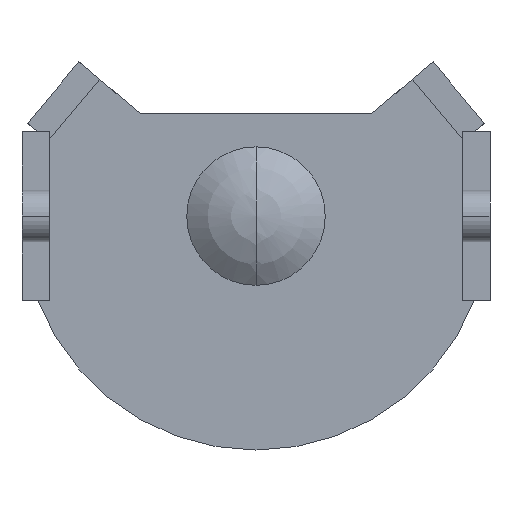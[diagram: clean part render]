
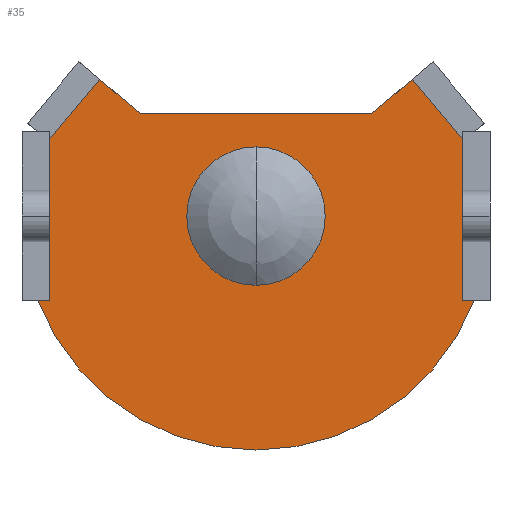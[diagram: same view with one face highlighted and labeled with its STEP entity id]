
A CAD part, front view. The second image highlights one B-rep face of the part: STEP entity #35.
In plain terms, the highlighted planar face has unit normal (0, -1, 0).
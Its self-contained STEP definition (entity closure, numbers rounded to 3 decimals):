
#35=ADVANCED_FACE('',(#147,#91),#491,.T.);
#91=FACE_OUTER_BOUND('',#151,.F.);
#147=FACE_BOUND('',#150,.F.);
#150=EDGE_LOOP('',(#222,#223));
#151=EDGE_LOOP('',(#224,#225,#226,#227,#228,#229,#230,#231,#232,#233));
#222=ORIENTED_EDGE('',*,*,#766,.T.);
#223=ORIENTED_EDGE('',*,*,#765,.T.);
#224=ORIENTED_EDGE('',*,*,#820,.F.);
#225=ORIENTED_EDGE('',*,*,#806,.T.);
#226=ORIENTED_EDGE('',*,*,#805,.T.);
#227=ORIENTED_EDGE('',*,*,#800,.T.);
#228=ORIENTED_EDGE('',*,*,#804,.F.);
#229=ORIENTED_EDGE('',*,*,#821,.F.);
#230=ORIENTED_EDGE('',*,*,#822,.F.);
#231=ORIENTED_EDGE('',*,*,#792,.T.);
#232=ORIENTED_EDGE('',*,*,#788,.T.);
#233=ORIENTED_EDGE('',*,*,#787,.T.);
#491=PLANE('',#1085);
#551=LINE('',#1550,#663);
#552=LINE('',#1551,#664);
#556=LINE('',#1555,#668);
#564=LINE('',#1563,#676);
#568=LINE('',#1567,#680);
#569=LINE('',#1568,#681);
#570=LINE('',#1569,#682);
#583=LINE('',#1584,#695);
#584=LINE('',#1585,#696);
#663=VECTOR('',#1182,0.214);
#664=VECTOR('',#1183,3.021);
#668=VECTOR('',#1187,1.477);
#676=VECTOR('',#1195,1.477);
#680=VECTOR('',#1199,0.999);
#681=VECTOR('',#1200,3.021);
#682=VECTOR('',#1201,0.214);
#695=VECTOR('',#1218,4.342);
#696=VECTOR('',#1219,0.999);
#765=EDGE_CURVE('',#1022,#1021,#907,.T.);
#766=EDGE_CURVE('',#1021,#1022,#908,.T.);
#787=EDGE_CURVE('',#999,#998,#551,.T.);
#788=EDGE_CURVE('',#1003,#999,#552,.T.);
#792=EDGE_CURVE('',#995,#1003,#556,.T.);
#800=EDGE_CURVE('',#988,#987,#564,.T.);
#804=EDGE_CURVE('',#984,#987,#568,.T.);
#805=EDGE_CURVE('',#983,#988,#569,.T.);
#806=EDGE_CURVE('',#982,#983,#570,.T.);
#820=EDGE_CURVE('',#982,#998,#918,.T.);
#821=EDGE_CURVE('',#973,#984,#583,.T.);
#822=EDGE_CURVE('',#995,#973,#584,.T.);
#907=CIRCLE('',#1056,1.3);
#908=CIRCLE('',#1057,1.3);
#918=CIRCLE('',#1067,4.395);
#973=VERTEX_POINT('',#1474);
#982=VERTEX_POINT('',#1483);
#983=VERTEX_POINT('',#1484);
#984=VERTEX_POINT('',#1485);
#987=VERTEX_POINT('',#1488);
#988=VERTEX_POINT('',#1489);
#995=VERTEX_POINT('',#1496);
#998=VERTEX_POINT('',#1499);
#999=VERTEX_POINT('',#1500);
#1003=VERTEX_POINT('',#1504);
#1021=VERTEX_POINT('',#1522);
#1022=VERTEX_POINT('',#1523);
#1056=AXIS2_PLACEMENT_3D('',#1528,#1150,#1151);
#1057=AXIS2_PLACEMENT_3D('',#1529,#1152,#1153);
#1067=AXIS2_PLACEMENT_3D('',#1583,#1216,#1217);
#1085=AXIS2_PLACEMENT_3D('',#1669,#1320,#1321);
#1150=DIRECTION('',(0.,-1.,0.));
#1151=DIRECTION('',(0.,0.,1.));
#1152=DIRECTION('',(0.,-1.,0.));
#1153=DIRECTION('',(0.,0.,-1.));
#1182=DIRECTION('',(1.,0.,0.));
#1183=DIRECTION('',(0.,0.,-1.));
#1187=DIRECTION('',(0.643,0.,-0.766));
#1195=DIRECTION('',(0.643,0.,0.766));
#1199=DIRECTION('',(-0.766,0.,0.643));
#1200=DIRECTION('',(0.,0.,1.));
#1201=DIRECTION('',(1.,0.,0.));
#1216=DIRECTION('',(0.,-1.,0.));
#1217=DIRECTION('',(-0.933,0.,-0.361));
#1218=DIRECTION('',(-1.,0.,0.));
#1219=DIRECTION('',(-0.766,0.,-0.643));
#1320=DIRECTION('',(0.,-1.,0.));
#1321=DIRECTION('',(-1.,0.,0.));
#1474=CARTESIAN_POINT('',(6.566,2.895,1.925));
#1483=CARTESIAN_POINT('',(0.296,2.895,
-1.585));
#1484=CARTESIAN_POINT('',(0.51,2.895,
-1.585));
#1485=CARTESIAN_POINT('',(2.224,2.895,1.925));
#1488=CARTESIAN_POINT('',(1.459,2.895,2.567));
#1489=CARTESIAN_POINT('',(0.51,2.895,1.436));
#1496=CARTESIAN_POINT('',(7.331,2.895,2.567));
#1499=CARTESIAN_POINT('',(8.494,2.895,-1.585));
#1500=CARTESIAN_POINT('',(8.28,2.895,-1.585));
#1504=CARTESIAN_POINT('',(8.28,2.895,1.436));
#1522=CARTESIAN_POINT('',(4.395,2.895,-1.3));
#1523=CARTESIAN_POINT('',(4.395,2.895,1.3));
#1528=CARTESIAN_POINT('',(4.395,2.895,0.));
#1529=CARTESIAN_POINT('',(4.395,2.895,0.));
#1550=CARTESIAN_POINT('',(8.28,2.895,-1.585));
#1551=CARTESIAN_POINT('',(8.28,2.895,1.436));
#1555=CARTESIAN_POINT('',(7.331,2.895,2.567));
#1563=CARTESIAN_POINT('',(0.51,2.895,1.436));
#1567=CARTESIAN_POINT('',(2.224,2.895,1.925));
#1568=CARTESIAN_POINT('',(0.51,2.895,
-1.585));
#1569=CARTESIAN_POINT('',(0.296,2.895,-1.585));
#1583=CARTESIAN_POINT('',(4.395,2.895,0.));
#1584=CARTESIAN_POINT('',(6.566,2.895,1.925));
#1585=CARTESIAN_POINT('',(7.331,2.895,2.567));
#1669=CARTESIAN_POINT('',(8.79,2.895,2.895));
